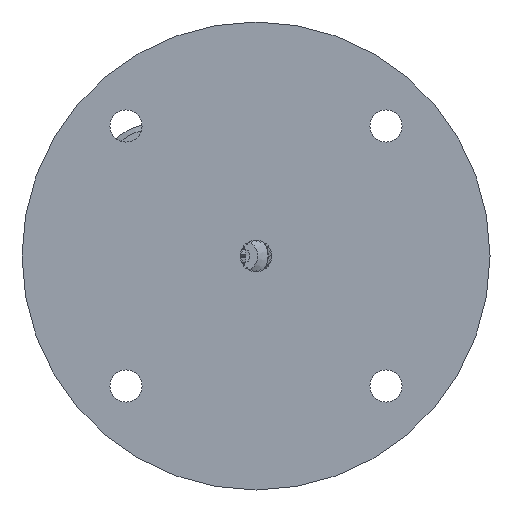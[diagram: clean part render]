
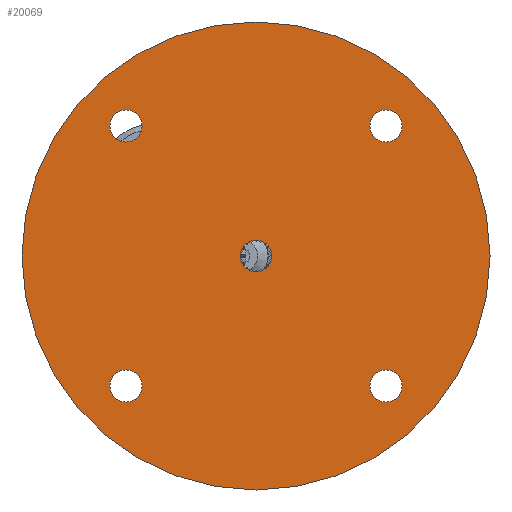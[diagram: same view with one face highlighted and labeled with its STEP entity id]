
A CAD part, front view. The second image highlights one B-rep face of the part: STEP entity #20069.
In plain terms, the highlighted planar face has unit normal (0, -1, 0).
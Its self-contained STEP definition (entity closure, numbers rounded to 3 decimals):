
#127 = EDGE_LOOP ( 'NONE', ( #15778, #4554 ) ) ;
#519 = AXIS2_PLACEMENT_3D ( 'NONE', #17984, #1219, #13935 ) ;
#541 = CIRCLE ( 'NONE', #21659, 3.1 ) ;
#597 = CARTESIAN_POINT ( 'NONE',  ( 0., 0., 0. ) ) ;
#1072 = CARTESIAN_POINT ( 'NONE',  ( 25., 0., -28.1 ) ) ;
#1184 = DIRECTION ( 'NONE',  ( 1., 0., 0. ) ) ;
#1219 = DIRECTION ( 'NONE',  ( 0., 1., 0. ) ) ;
#1597 = AXIS2_PLACEMENT_3D ( 'NONE', #15548, #6023, #8078 ) ;
#1884 = DIRECTION ( 'NONE',  ( 0., 1., 0. ) ) ;
#2290 = AXIS2_PLACEMENT_3D ( 'NONE', #3183, #17863, #10653 ) ;
#2345 = DIRECTION ( 'NONE',  ( 0., 1., 0. ) ) ;
#2954 = EDGE_LOOP ( 'NONE', ( #19545, #23685 ) ) ;
#3034 = AXIS2_PLACEMENT_3D ( 'NONE', #7066, #5473, #5243 ) ;
#3076 = CIRCLE ( 'NONE', #2290, 3.1 ) ;
#3183 = CARTESIAN_POINT ( 'NONE',  ( 25., 0., 25. ) ) ;
#3507 = CARTESIAN_POINT ( 'NONE',  ( -25., 0., 25. ) ) ;
#3766 = DIRECTION ( 'NONE',  ( 0., 0., 1. ) ) ;
#3788 = CARTESIAN_POINT ( 'NONE',  ( 0., 0., 0. ) ) ;
#4070 = DIRECTION ( 'NONE',  ( -1., 0., 0. ) ) ;
#4157 = VERTEX_POINT ( 'NONE', #9671 ) ;
#4198 = VERTEX_POINT ( 'NONE', #11524 ) ;
#4234 = EDGE_CURVE ( 'NONE', #23165, #21594, #5515, .T. ) ;
#4321 = EDGE_LOOP ( 'NONE', ( #8686, #15427 ) ) ;
#4511 = DIRECTION ( 'NONE',  ( 0., 0., 1. ) ) ;
#4554 = ORIENTED_EDGE ( 'NONE', *, *, #22213, .T. ) ;
#4655 = CARTESIAN_POINT ( 'NONE',  ( 0., 0., 0. ) ) ;
#4777 = FACE_BOUND ( 'NONE', #2954, .T. ) ;
#4902 = FACE_OUTER_BOUND ( 'NONE', #13545, .T. ) ;
#5238 = DIRECTION ( 'NONE',  ( 0., 1., 0. ) ) ;
#5243 = DIRECTION ( 'NONE',  ( 1., 0., 0. ) ) ;
#5266 = CARTESIAN_POINT ( 'NONE',  ( 0., 0., 3.05 ) ) ;
#5270 = CARTESIAN_POINT ( 'NONE',  ( 0., 0., -3.05 ) ) ;
#5404 = VERTEX_POINT ( 'NONE', #5266 ) ;
#5473 = DIRECTION ( 'NONE',  ( 0., 1., 0. ) ) ;
#5515 = CIRCLE ( 'NONE', #1597, 3.1 ) ;
#5756 = EDGE_CURVE ( 'NONE', #20472, #16049, #21465, .T. ) ;
#6023 = DIRECTION ( 'NONE',  ( 0., 1., 0. ) ) ;
#6376 = AXIS2_PLACEMENT_3D ( 'NONE', #20655, #20548, #3766 ) ;
#6619 = CARTESIAN_POINT ( 'NONE',  ( -25., 0., -25. ) ) ;
#6626 = ORIENTED_EDGE ( 'NONE', *, *, #18459, .T. ) ;
#6931 = EDGE_CURVE ( 'NONE', #16049, #20472, #13964, .T. ) ;
#7066 = CARTESIAN_POINT ( 'NONE',  ( -25., 0., 25. ) ) ;
#8078 = DIRECTION ( 'NONE',  ( -1., 0., 0. ) ) ;
#8168 = CARTESIAN_POINT ( 'NONE',  ( -25., 0., -28.1 ) ) ;
#8686 = ORIENTED_EDGE ( 'NONE', *, *, #4234, .T. ) ;
#8954 = EDGE_CURVE ( 'NONE', #4157, #12841, #15563, .T. ) ;
#9064 = CIRCLE ( 'NONE', #17285, 3.05 ) ;
#9301 = AXIS2_PLACEMENT_3D ( 'NONE', #23787, #24140, #20592 ) ;
#9671 = CARTESIAN_POINT ( 'NONE',  ( 25., 0., 28.1 ) ) ;
#10515 = PLANE ( 'NONE',  #519 ) ;
#10653 = DIRECTION ( 'NONE',  ( 0., 0., -1. ) ) ;
#11244 = DIRECTION ( 'NONE',  ( 0., 1., 0. ) ) ;
#11408 = AXIS2_PLACEMENT_3D ( 'NONE', #4655, #2345, #21198 ) ;
#11458 = CIRCLE ( 'NONE', #6376, 3.1 ) ;
#11524 = CARTESIAN_POINT ( 'NONE',  ( 0., 0., -45. ) ) ;
#11614 = VERTEX_POINT ( 'NONE', #23140 ) ;
#12254 = DIRECTION ( 'NONE',  ( 0., 1., 0. ) ) ;
#12841 = VERTEX_POINT ( 'NONE', #16830 ) ;
#13545 = EDGE_LOOP ( 'NONE', ( #20165, #22824 ) ) ;
#13562 = DIRECTION ( 'NONE',  ( 0., 1., 0. ) ) ;
#13935 = DIRECTION ( 'NONE',  ( 0., 0., 1. ) ) ;
#13964 = CIRCLE ( 'NONE', #3034, 3.1 ) ;
#14138 = CIRCLE ( 'NONE', #11408, 3.05 ) ;
#14205 = FACE_BOUND ( 'NONE', #4321, .T. ) ;
#14354 = CARTESIAN_POINT ( 'NONE',  ( -25., 0., -21.9 ) ) ;
#14409 = AXIS2_PLACEMENT_3D ( 'NONE', #16336, #1884, #23816 ) ;
#14682 = EDGE_CURVE ( 'NONE', #4198, #11614, #14784, .T. ) ;
#14784 = CIRCLE ( 'NONE', #9301, 45. ) ;
#15012 = EDGE_CURVE ( 'NONE', #12841, #4157, #3076, .T. ) ;
#15088 = CARTESIAN_POINT ( 'NONE',  ( 25., 0., -25. ) ) ;
#15427 = ORIENTED_EDGE ( 'NONE', *, *, #18730, .T. ) ;
#15548 = CARTESIAN_POINT ( 'NONE',  ( 25., 0., -25. ) ) ;
#15563 = CIRCLE ( 'NONE', #14409, 3.1 ) ;
#15587 = AXIS2_PLACEMENT_3D ( 'NONE', #3507, #5238, #1184 ) ;
#15778 = ORIENTED_EDGE ( 'NONE', *, *, #22807, .T. ) ;
#16049 = VERTEX_POINT ( 'NONE', #20616 ) ;
#16242 = ORIENTED_EDGE ( 'NONE', *, *, #15012, .T. ) ;
#16336 = CARTESIAN_POINT ( 'NONE',  ( 25., 0., 25. ) ) ;
#16344 = DIRECTION ( 'NONE',  ( 0., 1., 0. ) ) ;
#16370 = CARTESIAN_POINT ( 'NONE',  ( 25., 0., -21.9 ) ) ;
#16830 = CARTESIAN_POINT ( 'NONE',  ( 25., 0., 21.9 ) ) ;
#17285 = AXIS2_PLACEMENT_3D ( 'NONE', #3788, #11244, #18714 ) ;
#17670 = CIRCLE ( 'NONE', #22003, 45. ) ;
#17863 = DIRECTION ( 'NONE',  ( 0., 1., 0. ) ) ;
#17984 = CARTESIAN_POINT ( 'NONE',  ( 0., 0., 0. ) ) ;
#18459 = EDGE_CURVE ( 'NONE', #20790, #21466, #11458, .T. ) ;
#18543 = EDGE_LOOP ( 'NONE', ( #6626, #19543 ) ) ;
#18714 = DIRECTION ( 'NONE',  ( 0., 0., 1. ) ) ;
#18730 = EDGE_CURVE ( 'NONE', #21594, #23165, #541, .T. ) ;
#19543 = ORIENTED_EDGE ( 'NONE', *, *, #24099, .T. ) ;
#19545 = ORIENTED_EDGE ( 'NONE', *, *, #6931, .T. ) ;
#20069 = ADVANCED_FACE ( 'NONE', ( #21788, #14205, #21539, #4777, #23751, #4902 ), #10515, .F. ) ;
#20164 = VERTEX_POINT ( 'NONE', #5270 ) ;
#20165 = ORIENTED_EDGE ( 'NONE', *, *, #14682, .F. ) ;
#20472 = VERTEX_POINT ( 'NONE', #22114 ) ;
#20509 = EDGE_LOOP ( 'NONE', ( #24191, #16242 ) ) ;
#20548 = DIRECTION ( 'NONE',  ( 0., 1., 0. ) ) ;
#20592 = DIRECTION ( 'NONE',  ( 0., 0., 1. ) ) ;
#20616 = CARTESIAN_POINT ( 'NONE',  ( -25., 0., 28.1 ) ) ;
#20655 = CARTESIAN_POINT ( 'NONE',  ( -25., 0., -25. ) ) ;
#20790 = VERTEX_POINT ( 'NONE', #14354 ) ;
#20885 = CIRCLE ( 'NONE', #21647, 3.1 ) ;
#21198 = DIRECTION ( 'NONE',  ( 0., 0., 1. ) ) ;
#21403 = EDGE_CURVE ( 'NONE', #11614, #4198, #17670, .T. ) ;
#21465 = CIRCLE ( 'NONE', #15587, 3.1 ) ;
#21466 = VERTEX_POINT ( 'NONE', #8168 ) ;
#21539 = FACE_BOUND ( 'NONE', #20509, .T. ) ;
#21594 = VERTEX_POINT ( 'NONE', #1072 ) ;
#21647 = AXIS2_PLACEMENT_3D ( 'NONE', #6619, #12254, #23394 ) ;
#21659 = AXIS2_PLACEMENT_3D ( 'NONE', #15088, #16344, #4070 ) ;
#21788 = FACE_BOUND ( 'NONE', #127, .T. ) ;
#22003 = AXIS2_PLACEMENT_3D ( 'NONE', #597, #13562, #4511 ) ;
#22114 = CARTESIAN_POINT ( 'NONE',  ( -25., 0., 21.9 ) ) ;
#22213 = EDGE_CURVE ( 'NONE', #20164, #5404, #14138, .T. ) ;
#22807 = EDGE_CURVE ( 'NONE', #5404, #20164, #9064, .T. ) ;
#22824 = ORIENTED_EDGE ( 'NONE', *, *, #21403, .F. ) ;
#23140 = CARTESIAN_POINT ( 'NONE',  ( 0., 0., 45. ) ) ;
#23165 = VERTEX_POINT ( 'NONE', #16370 ) ;
#23394 = DIRECTION ( 'NONE',  ( 0., 0., 1. ) ) ;
#23685 = ORIENTED_EDGE ( 'NONE', *, *, #5756, .T. ) ;
#23751 = FACE_BOUND ( 'NONE', #18543, .T. ) ;
#23787 = CARTESIAN_POINT ( 'NONE',  ( 0., 0., 0. ) ) ;
#23816 = DIRECTION ( 'NONE',  ( 0., 0., -1. ) ) ;
#24099 = EDGE_CURVE ( 'NONE', #21466, #20790, #20885, .T. ) ;
#24140 = DIRECTION ( 'NONE',  ( 0., 1., 0. ) ) ;
#24191 = ORIENTED_EDGE ( 'NONE', *, *, #8954, .T. ) ;
